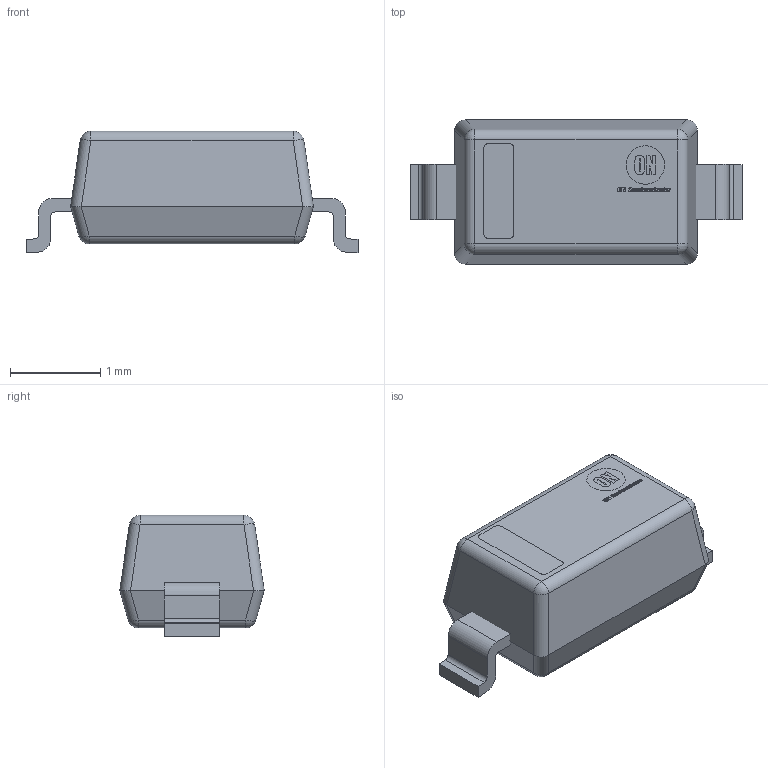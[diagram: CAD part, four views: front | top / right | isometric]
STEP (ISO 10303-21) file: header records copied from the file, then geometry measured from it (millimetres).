
FILE_DESCRIPTION(/* description */ (''),/* implementation_level */ '2;1');
FILE_NAME(/* name */ '1.stp',/* time_stamp */ '2020-03-23T09:22:26+02:00',/* author */ ('Karem'),/* organization */ (''),/* preprocessor_version */ 'ST-DEVELOPER v15.6',/* originating_system */ 'Autodesk Inventor 2015',/* authorisation */ '');
FILE_SCHEMA (('AUTOMOTIVE_DESIGN { 1 0 10303 214 3 1 1 }'));
Length unit declared in the file: millimetre
Products named in the file (7): 1; 3; ON Semi Logo; On-Semi Yury adjustable; On-Semi Yury adjustable - Copy; On-Semi Logo Assemply
Bounding box: 3.68 x 1.6 x 1.35 mm (x, y, z)
Volume: 5.2 mm3; surface area: 24.5 mm2
Topology: 22 solids, 22 shells, 420 faces, 1104 edges, 728 vertices
Faces by surface type: bspline 198, plane 186, cylinder 28, sphere 8
Entity records: 17353 total; most frequent: CARTESIAN_POINT 8121, ORIENTED_EDGE 2208, DIRECTION 1238, EDGE_CURVE 1104, VERTEX_POINT 728, LINE 648, VECTOR 648, EDGE_LOOP 434
